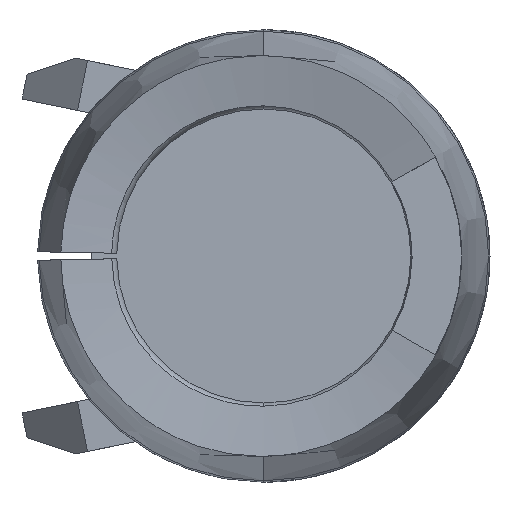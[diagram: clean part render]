
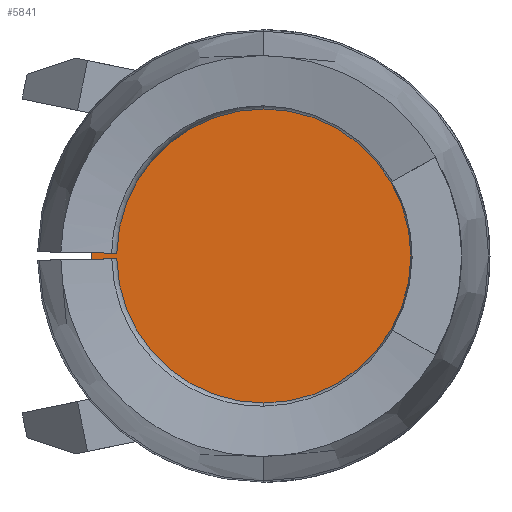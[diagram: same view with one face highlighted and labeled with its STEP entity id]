
A CAD part, left-side view. The second image highlights one B-rep face of the part: STEP entity #5841.
In plain terms, the highlighted planar face has unit normal (-1, 0, 0).
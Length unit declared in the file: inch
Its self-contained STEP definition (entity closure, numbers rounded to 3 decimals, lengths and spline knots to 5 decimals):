
#12 = AXIS2_PLACEMENT_3D ( 'NONE', #6049, #189, #5623 ) ;
#189 = DIRECTION ( 'NONE',  ( 1., 0., 0. ) ) ;
#200 = FACE_OUTER_BOUND ( 'NONE', #6742, .T. ) ;
#327 = VERTEX_POINT ( 'NONE', #1945 ) ;
#920 = EDGE_CURVE ( 'NONE', #6779, #327, #4868, .T. ) ;
#956 = DIRECTION ( 'NONE',  ( 1., 0., 0. ) ) ;
#963 = EDGE_CURVE ( 'NONE', #3627, #327, #4695, .T. ) ;
#966 = DIRECTION ( 'NONE',  ( 0., 0., -1. ) ) ;
#1011 = CARTESIAN_POINT ( 'NONE',  ( 0.282, 0., 0.061 ) ) ;
#1249 = CARTESIAN_POINT ( 'NONE',  ( 0.282, 0.04563, 0.04048 ) ) ;
#1666 = CARTESIAN_POINT ( 'NONE',  ( 0.282, 0., 0. ) ) ;
#1945 = CARTESIAN_POINT ( 'NONE',  ( 0.282, 0.06099, 0.00114 ) ) ;
#2114 = CARTESIAN_POINT ( 'NONE',  ( 0.282, 0., -0.061 ) ) ;
#2251 = DIRECTION ( 'NONE',  ( 0., 0., -1. ) ) ;
#2646 = CIRCLE ( 'NONE', #6468, 0.061 ) ;
#3216 = DIRECTION ( 'NONE',  ( 1., 0., 0. ) ) ;
#3546 = AXIS2_PLACEMENT_3D ( 'NONE', #7211, #7283, #966 ) ;
#3627 = VERTEX_POINT ( 'NONE', #1249 ) ;
#3765 = ORIENTED_EDGE ( 'NONE', *, *, #6725, .F. ) ;
#4059 = ORIENTED_EDGE ( 'NONE', *, *, #7394, .F. ) ;
#4618 = AXIS2_PLACEMENT_3D ( 'NONE', #5024, #956, #5054 ) ;
#4695 = CIRCLE ( 'NONE', #3546, 0.061 ) ;
#4868 = CIRCLE ( 'NONE', #12, 0.061 ) ;
#5024 = CARTESIAN_POINT ( 'NONE',  ( 0.282, 0., 0. ) ) ;
#5054 = DIRECTION ( 'NONE',  ( 0., 0., -1. ) ) ;
#5283 = AXIS2_PLACEMENT_3D ( 'NONE', #1666, #5724, #2251 ) ;
#5623 = DIRECTION ( 'NONE',  ( 0., 0., -1. ) ) ;
#5724 = DIRECTION ( 'NONE',  ( 1., 0., 0. ) ) ;
#5841 = ADVANCED_FACE ( 'NONE', ( #200 ), #7319, .F. ) ;
#5893 = VERTEX_POINT ( 'NONE', #1011 ) ;
#6049 = CARTESIAN_POINT ( 'NONE',  ( 0.282, 0., 0. ) ) ;
#6149 = CIRCLE ( 'NONE', #5283, 0.061 ) ;
#6468 = AXIS2_PLACEMENT_3D ( 'NONE', #6671, #3216, #7245 ) ;
#6671 = CARTESIAN_POINT ( 'NONE',  ( 0.282, 0., 0. ) ) ;
#6725 = EDGE_CURVE ( 'NONE', #5893, #6779, #2646, .T. ) ;
#6742 = EDGE_LOOP ( 'NONE', ( #4059, #7134, #6769, #3765 ) ) ;
#6769 = ORIENTED_EDGE ( 'NONE', *, *, #920, .F. ) ;
#6779 = VERTEX_POINT ( 'NONE', #2114 ) ;
#7134 = ORIENTED_EDGE ( 'NONE', *, *, #963, .T. ) ;
#7211 = CARTESIAN_POINT ( 'NONE',  ( 0.282, 0., 0. ) ) ;
#7245 = DIRECTION ( 'NONE',  ( 0., 0., -1. ) ) ;
#7283 = DIRECTION ( 'NONE',  ( -1., 0., 0. ) ) ;
#7319 = PLANE ( 'NONE',  #4618 ) ;
#7394 = EDGE_CURVE ( 'NONE', #3627, #5893, #6149, .T. ) ;
